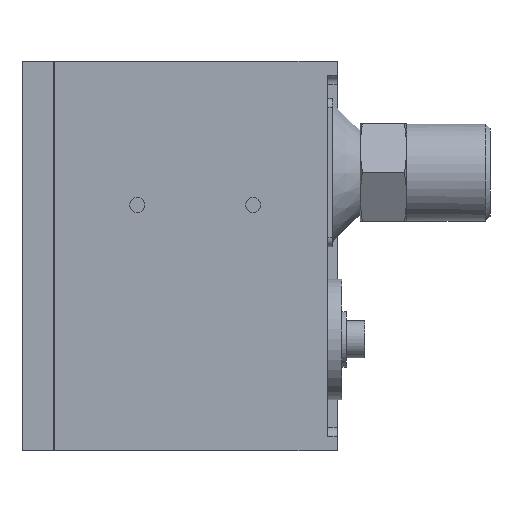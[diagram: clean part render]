
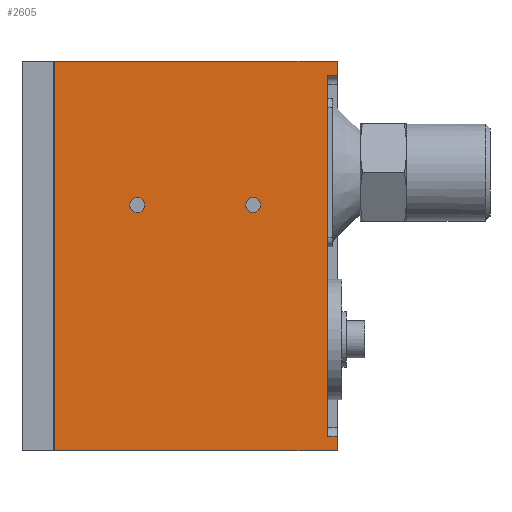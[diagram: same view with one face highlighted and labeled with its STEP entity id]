
A CAD part, left-side view. The second image highlights one B-rep face of the part: STEP entity #2605.
In plain terms, the highlighted planar face has unit normal (-1, 0, 0).
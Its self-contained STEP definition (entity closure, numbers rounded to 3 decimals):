
#83=FACE_BOUND('',#315,.T.);
#84=FACE_BOUND('',#316,.T.);
#159=FACE_OUTER_BOUND('',#314,.T.);
#314=EDGE_LOOP('',(#1981,#1982,#1983,#1984,#1985,#1986,#1987,#1988));
#315=EDGE_LOOP('',(#1989,#1990));
#316=EDGE_LOOP('',(#1991,#1992));
#424=CIRCLE('',#2735,1.621);
#425=CIRCLE('',#2736,1.621);
#428=CIRCLE('',#2741,1.621);
#429=CIRCLE('',#2742,1.621);
#586=LINE('',#4076,#852);
#589=LINE('',#4086,#855);
#590=LINE('',#4088,#856);
#591=LINE('',#4090,#857);
#592=LINE('',#4092,#858);
#593=LINE('',#4093,#859);
#594=LINE('',#4095,#860);
#595=LINE('',#4096,#861);
#852=VECTOR('',#3278,10.);
#855=VECTOR('',#3287,10.);
#856=VECTOR('',#3288,10.);
#857=VECTOR('',#3289,10.);
#858=VECTOR('',#3290,10.);
#859=VECTOR('',#3291,10.);
#860=VECTOR('',#3292,10.);
#861=VECTOR('',#3293,10.);
#1066=VERTEX_POINT('',#3782);
#1067=VERTEX_POINT('',#3783);
#1070=VERTEX_POINT('',#3793);
#1071=VERTEX_POINT('',#3794);
#1149=VERTEX_POINT('',#4072);
#1151=VERTEX_POINT('',#4075);
#1154=VERTEX_POINT('',#4084);
#1155=VERTEX_POINT('',#4085);
#1156=VERTEX_POINT('',#4087);
#1157=VERTEX_POINT('',#4089);
#1158=VERTEX_POINT('',#4091);
#1159=VERTEX_POINT('',#4094);
#1333=EDGE_CURVE('',#1066,#1067,#424,.T.);
#1334=EDGE_CURVE('',#1067,#1066,#425,.T.);
#1338=EDGE_CURVE('',#1070,#1071,#428,.T.);
#1339=EDGE_CURVE('',#1071,#1070,#429,.T.);
#1455=EDGE_CURVE('',#1151,#1149,#586,.T.);
#1460=EDGE_CURVE('',#1154,#1155,#589,.T.);
#1461=EDGE_CURVE('',#1156,#1154,#590,.T.);
#1462=EDGE_CURVE('',#1157,#1156,#591,.T.);
#1463=EDGE_CURVE('',#1158,#1157,#592,.T.);
#1464=EDGE_CURVE('',#1158,#1151,#593,.T.);
#1465=EDGE_CURVE('',#1149,#1159,#594,.T.);
#1466=EDGE_CURVE('',#1155,#1159,#595,.T.);
#1981=ORIENTED_EDGE('',*,*,#1460,.F.);
#1982=ORIENTED_EDGE('',*,*,#1461,.F.);
#1983=ORIENTED_EDGE('',*,*,#1462,.F.);
#1984=ORIENTED_EDGE('',*,*,#1463,.F.);
#1985=ORIENTED_EDGE('',*,*,#1464,.T.);
#1986=ORIENTED_EDGE('',*,*,#1455,.T.);
#1987=ORIENTED_EDGE('',*,*,#1465,.T.);
#1988=ORIENTED_EDGE('',*,*,#1466,.F.);
#1989=ORIENTED_EDGE('',*,*,#1333,.T.);
#1990=ORIENTED_EDGE('',*,*,#1334,.T.);
#1991=ORIENTED_EDGE('',*,*,#1338,.T.);
#1992=ORIENTED_EDGE('',*,*,#1339,.T.);
#2472=PLANE('',#2837);
#2605=ADVANCED_FACE('',(#159,#83,#84),#2472,.F.);
#2735=AXIS2_PLACEMENT_3D('',#3784,#3030,#3031);
#2736=AXIS2_PLACEMENT_3D('',#3785,#3032,#3033);
#2741=AXIS2_PLACEMENT_3D('',#3795,#3043,#3044);
#2742=AXIS2_PLACEMENT_3D('',#3796,#3045,#3046);
#2837=AXIS2_PLACEMENT_3D('',#4083,#3285,#3286);
#3030=DIRECTION('center_axis',(1.,0.,0.));
#3031=DIRECTION('ref_axis',(0.,0.,1.));
#3032=DIRECTION('center_axis',(1.,0.,0.));
#3033=DIRECTION('ref_axis',(0.,0.,1.));
#3043=DIRECTION('center_axis',(1.,0.,0.));
#3044=DIRECTION('ref_axis',(0.,0.,1.));
#3045=DIRECTION('center_axis',(1.,0.,0.));
#3046=DIRECTION('ref_axis',(0.,0.,1.));
#3278=DIRECTION('',(0.,0.,1.));
#3285=DIRECTION('center_axis',(1.,0.,0.));
#3286=DIRECTION('ref_axis',(0.,0.,-1.));
#3287=DIRECTION('',(0.,-1.,0.));
#3288=DIRECTION('',(0.,0.,1.));
#3289=DIRECTION('',(0.,1.,0.));
#3290=DIRECTION('',(0.,0.,-1.));
#3291=DIRECTION('',(0.,1.,0.));
#3292=DIRECTION('',(0.,-1.,0.));
#3293=DIRECTION('',(0.,0.,-1.));
#3782=CARTESIAN_POINT('',(0.,12.6,12.621));
#3783=CARTESIAN_POINT('',(0.,12.6,9.379));
#3784=CARTESIAN_POINT('Origin',(0.,12.6,11.));
#3785=CARTESIAN_POINT('Origin',(0.,12.6,11.));
#3793=CARTESIAN_POINT('',(0.,-12.4,12.621));
#3794=CARTESIAN_POINT('',(0.,-12.4,9.379));
#3795=CARTESIAN_POINT('Origin',(0.,-12.4,11.));
#3796=CARTESIAN_POINT('Origin',(0.,-12.4,11.));
#4072=CARTESIAN_POINT('',(0.,-28.5,39.));
#4075=CARTESIAN_POINT('',(0.,-28.5,-39.));
#4076=CARTESIAN_POINT('',(0.,-28.5,0.));
#4083=CARTESIAN_POINT('Origin',(0.,0.,0.));
#4084=CARTESIAN_POINT('',(0.,30.5,42.));
#4085=CARTESIAN_POINT('',(0.,-30.5,42.));
#4086=CARTESIAN_POINT('',(0.,30.5,42.));
#4087=CARTESIAN_POINT('',(0.,30.5,-42.));
#4088=CARTESIAN_POINT('',(0.,30.5,-42.));
#4089=CARTESIAN_POINT('',(0.,-30.5,-42.));
#4090=CARTESIAN_POINT('',(0.,-30.5,-42.));
#4091=CARTESIAN_POINT('',(0.,-30.5,-39.));
#4092=CARTESIAN_POINT('',(0.,-30.5,42.));
#4093=CARTESIAN_POINT('',(0.,-15.25,-39.));
#4094=CARTESIAN_POINT('',(0.,-30.5,39.));
#4095=CARTESIAN_POINT('',(0.,-15.25,39.));
#4096=CARTESIAN_POINT('',(0.,-30.5,42.));
